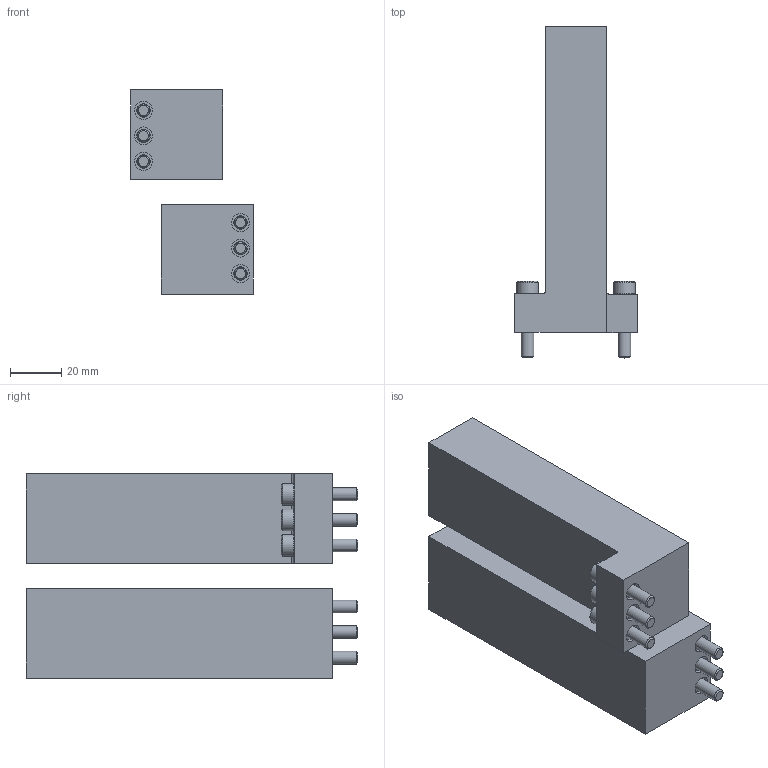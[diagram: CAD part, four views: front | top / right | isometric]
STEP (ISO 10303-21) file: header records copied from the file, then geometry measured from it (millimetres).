
FILE_DESCRIPTION(/* description */ ('STEP AP214'),/* implementation_level */ '2;1');
FILE_NAME(/* name */ '537317_BUB-HGPL-25',/* time_stamp */ '2024-08-05T15:29:39+02:00',/* author */ ('License CC BY-ND 4.0'),/* organization */ ('CADENAS'),/* preprocessor_version */ 'ST-DEVELOPER v19.3',/* originating_system */ 'PARTsolutions',/* authorisation */ ' ');
FILE_SCHEMA (('AUTOMOTIVE_DESIGN {1 0 10303 214 3 1 1}'));
Length unit declared in the file: millimetre
Products named in the file (3): 537317 BUB-HGPL-25; 537317 BUB-HGPL-25---(P); DIN-912 - M5x25(F)
Assembly tree (8 placements, depth 2):
  537317 BUB-HGPL-25
    537317 BUB-HGPL-25---(P)  x2
    DIN-912 - M5x25(F)  x6
Bounding box: 48 x 130 x 80 mm (x, y, z)
Volume: 216450.7 mm3; surface area: 39290.3 mm2
Topology: 8 solids, 8 shells, 204 faces, 396 edges, 220 vertices
Faces by surface type: plane 112, cone 66, cylinder 26
Full cylindrical faces by diameter (mm): 5 x6, 5.3 x6, 7 x6, 8.5 x6
Entity records: 1243 total; most frequent: DIRECTION 215, CARTESIAN_POINT 209, ORIENTED_EDGE 154, AXIS2_PLACEMENT_3D 89, EDGE_CURVE 77, FACE_BOUND 70, EDGE_LOOP 69, VERTEX_POINT 53
